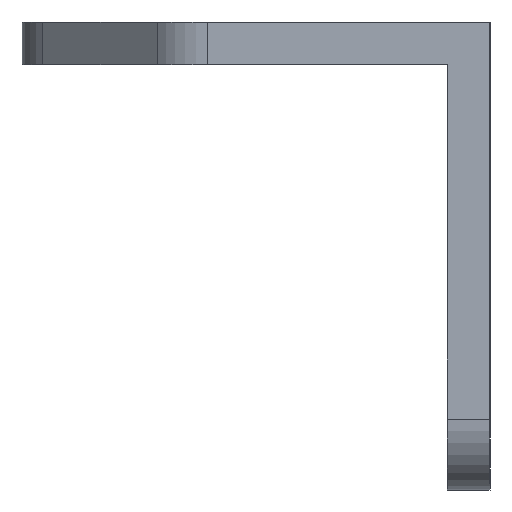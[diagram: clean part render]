
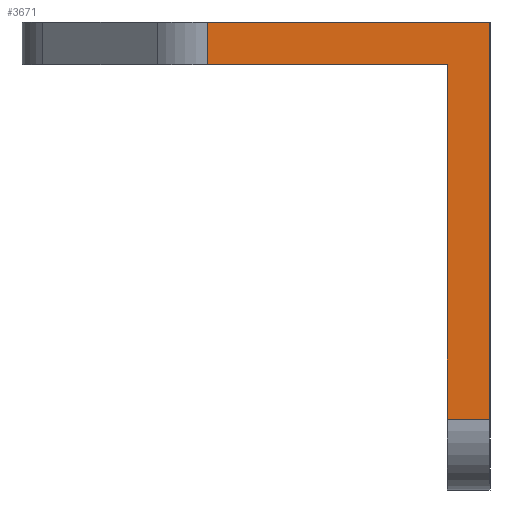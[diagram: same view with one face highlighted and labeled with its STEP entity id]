
A CAD part, left-side view. The second image highlights one B-rep face of the part: STEP entity #3671.
In plain terms, the highlighted planar face has unit normal (-1, 0, 0).
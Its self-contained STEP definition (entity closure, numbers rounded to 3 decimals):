
#44 = PLANE('',#45);
#45 = AXIS2_PLACEMENT_3D('',#46,#47,#48);
#46 = CARTESIAN_POINT('',(0.,-18.,-13.621));
#47 = DIRECTION('',(0.,1.,0.));
#48 = DIRECTION('',(0.,0.,1.));
#100 = PLANE('',#101);
#101 = AXIS2_PLACEMENT_3D('',#102,#103,#104);
#102 = CARTESIAN_POINT('',(0.,-15.,-13.621));
#103 = DIRECTION('',(0.,1.,0.));
#104 = DIRECTION('',(0.,0.,1.));
#128 = PLANE('',#129);
#129 = AXIS2_PLACEMENT_3D('',#130,#131,#132);
#130 = CARTESIAN_POINT('',(0.,-0.098,0.));
#131 = DIRECTION('',(0.,0.,1.));
#132 = DIRECTION('',(1.,0.,0.));
#182 = PLANE('',#183);
#183 = AXIS2_PLACEMENT_3D('',#184,#185,#186);
#184 = CARTESIAN_POINT('',(0.,-1.5,3.));
#185 = DIRECTION('',(0.,0.,1.));
#186 = DIRECTION('',(0.,1.,0.));
#251 = VERTEX_POINT('',#252);
#252 = CARTESIAN_POINT('',(-30.,-18.,-25.));
#271 = CYLINDRICAL_SURFACE('',#272,5.);
#272 = AXIS2_PLACEMENT_3D('',#273,#274,#275);
#273 = CARTESIAN_POINT('',(-25.,-15.,-25.));
#274 = DIRECTION('',(0.,-1.,0.));
#275 = DIRECTION('',(-1.,0.,0.));
#283 = EDGE_CURVE('',#251,#284,#286,.T.);
#284 = VERTEX_POINT('',#285);
#285 = CARTESIAN_POINT('',(-30.,-18.,3.));
#286 = SURFACE_CURVE('',#287,(#291,#298),.PCURVE_S1.);
#287 = LINE('',#288,#289);
#288 = CARTESIAN_POINT('',(-30.,-18.,-30.));
#289 = VECTOR('',#290,1.);
#290 = DIRECTION('',(0.,0.,1.));
#291 = PCURVE('',#44,#292);
#292 = DEFINITIONAL_REPRESENTATION('',(#293),#297);
#293 = LINE('',#294,#295);
#294 = CARTESIAN_POINT('',(-16.379,-30.));
#295 = VECTOR('',#296,1.);
#296 = DIRECTION('',(1.,0.));
#297 = ( GEOMETRIC_REPRESENTATION_CONTEXT(2) 
PARAMETRIC_REPRESENTATION_CONTEXT() REPRESENTATION_CONTEXT('2D SPACE',''
  ) );
#298 = PCURVE('',#299,#304);
#299 = PLANE('',#300);
#300 = AXIS2_PLACEMENT_3D('',#301,#302,#303);
#301 = CARTESIAN_POINT('',(-30.,-8.318,-6.682));
#302 = DIRECTION('',(-1.,-0.,-0.));
#303 = DIRECTION('',(0.,0.,-1.));
#304 = DEFINITIONAL_REPRESENTATION('',(#305),#309);
#305 = LINE('',#306,#307);
#306 = CARTESIAN_POINT('',(23.318,9.682));
#307 = VECTOR('',#308,1.);
#308 = DIRECTION('',(-1.,0.));
#309 = ( GEOMETRIC_REPRESENTATION_CONTEXT(2) 
PARAMETRIC_REPRESENTATION_CONTEXT() REPRESENTATION_CONTEXT('2D SPACE',''
  ) );
#623 = VERTEX_POINT('',#624);
#624 = CARTESIAN_POINT('',(-30.,1.929,3.));
#643 = CYLINDRICAL_SURFACE('',#644,5.);
#644 = AXIS2_PLACEMENT_3D('',#645,#646,#647);
#645 = CARTESIAN_POINT('',(-25.,1.929,0.));
#646 = DIRECTION('',(0.,0.,1.));
#647 = DIRECTION('',(-1.,0.,0.));
#655 = EDGE_CURVE('',#623,#284,#656,.T.);
#656 = SURFACE_CURVE('',#657,(#661,#668),.PCURVE_S1.);
#657 = LINE('',#658,#659);
#658 = CARTESIAN_POINT('',(-30.,15.,3.));
#659 = VECTOR('',#660,1.);
#660 = DIRECTION('',(0.,-1.,0.));
#661 = PCURVE('',#182,#662);
#662 = DEFINITIONAL_REPRESENTATION('',(#663),#667);
#663 = LINE('',#664,#665);
#664 = CARTESIAN_POINT('',(16.5,30.));
#665 = VECTOR('',#666,1.);
#666 = DIRECTION('',(-1.,0.));
#667 = ( GEOMETRIC_REPRESENTATION_CONTEXT(2) 
PARAMETRIC_REPRESENTATION_CONTEXT() REPRESENTATION_CONTEXT('2D SPACE',''
  ) );
#668 = PCURVE('',#299,#669);
#669 = DEFINITIONAL_REPRESENTATION('',(#670),#674);
#670 = LINE('',#671,#672);
#671 = CARTESIAN_POINT('',(-9.682,-23.318));
#672 = VECTOR('',#673,1.);
#673 = DIRECTION('',(0.,1.));
#674 = ( GEOMETRIC_REPRESENTATION_CONTEXT(2) 
PARAMETRIC_REPRESENTATION_CONTEXT() REPRESENTATION_CONTEXT('2D SPACE',''
  ) );
#3101 = EDGE_CURVE('',#3102,#3104,#3106,.T.);
#3102 = VERTEX_POINT('',#3103);
#3103 = CARTESIAN_POINT('',(-30.,-15.,-25.));
#3104 = VERTEX_POINT('',#3105);
#3105 = CARTESIAN_POINT('',(-30.,-15.,0.));
#3106 = SURFACE_CURVE('',#3107,(#3111,#3118),.PCURVE_S1.);
#3107 = LINE('',#3108,#3109);
#3108 = CARTESIAN_POINT('',(-30.,-15.,-30.));
#3109 = VECTOR('',#3110,1.);
#3110 = DIRECTION('',(0.,0.,1.));
#3111 = PCURVE('',#100,#3112);
#3112 = DEFINITIONAL_REPRESENTATION('',(#3113),#3117);
#3113 = LINE('',#3114,#3115);
#3114 = CARTESIAN_POINT('',(-16.379,-30.));
#3115 = VECTOR('',#3116,1.);
#3116 = DIRECTION('',(1.,0.));
#3117 = ( GEOMETRIC_REPRESENTATION_CONTEXT(2) 
PARAMETRIC_REPRESENTATION_CONTEXT() REPRESENTATION_CONTEXT('2D SPACE',''
  ) );
#3118 = PCURVE('',#299,#3119);
#3119 = DEFINITIONAL_REPRESENTATION('',(#3120),#3124);
#3120 = LINE('',#3121,#3122);
#3121 = CARTESIAN_POINT('',(23.318,6.682));
#3122 = VECTOR('',#3123,1.);
#3123 = DIRECTION('',(-1.,0.));
#3124 = ( GEOMETRIC_REPRESENTATION_CONTEXT(2) 
PARAMETRIC_REPRESENTATION_CONTEXT() REPRESENTATION_CONTEXT('2D SPACE',''
  ) );
#3441 = VERTEX_POINT('',#3442);
#3442 = CARTESIAN_POINT('',(-30.,1.929,0.));
#3468 = EDGE_CURVE('',#3441,#3104,#3469,.T.);
#3469 = SURFACE_CURVE('',#3470,(#3474,#3481),.PCURVE_S1.);
#3470 = LINE('',#3471,#3472);
#3471 = CARTESIAN_POINT('',(-30.,15.,0.));
#3472 = VECTOR('',#3473,1.);
#3473 = DIRECTION('',(0.,-1.,0.));
#3474 = PCURVE('',#128,#3475);
#3475 = DEFINITIONAL_REPRESENTATION('',(#3476),#3480);
#3476 = LINE('',#3477,#3478);
#3477 = CARTESIAN_POINT('',(-30.,15.098));
#3478 = VECTOR('',#3479,1.);
#3479 = DIRECTION('',(0.,-1.));
#3480 = ( GEOMETRIC_REPRESENTATION_CONTEXT(2) 
PARAMETRIC_REPRESENTATION_CONTEXT() REPRESENTATION_CONTEXT('2D SPACE',''
  ) );
#3481 = PCURVE('',#299,#3482);
#3482 = DEFINITIONAL_REPRESENTATION('',(#3483),#3487);
#3483 = LINE('',#3484,#3485);
#3484 = CARTESIAN_POINT('',(-6.682,-23.318));
#3485 = VECTOR('',#3486,1.);
#3486 = DIRECTION('',(0.,1.));
#3487 = ( GEOMETRIC_REPRESENTATION_CONTEXT(2) 
PARAMETRIC_REPRESENTATION_CONTEXT() REPRESENTATION_CONTEXT('2D SPACE',''
  ) );
#3671 = ADVANCED_FACE('',(#3672),#299,.T.);
#3672 = FACE_BOUND('',#3673,.T.);
#3673 = EDGE_LOOP('',(#3674,#3675,#3696,#3697,#3698,#3719));
#3674 = ORIENTED_EDGE('',*,*,#3101,.F.);
#3675 = ORIENTED_EDGE('',*,*,#3676,.T.);
#3676 = EDGE_CURVE('',#3102,#251,#3677,.T.);
#3677 = SURFACE_CURVE('',#3678,(#3682,#3689),.PCURVE_S1.);
#3678 = LINE('',#3679,#3680);
#3679 = CARTESIAN_POINT('',(-30.,-15.,-25.));
#3680 = VECTOR('',#3681,1.);
#3681 = DIRECTION('',(0.,-1.,0.));
#3682 = PCURVE('',#299,#3683);
#3683 = DEFINITIONAL_REPRESENTATION('',(#3684),#3688);
#3684 = LINE('',#3685,#3686);
#3685 = CARTESIAN_POINT('',(18.318,6.682));
#3686 = VECTOR('',#3687,1.);
#3687 = DIRECTION('',(0.,1.));
#3688 = ( GEOMETRIC_REPRESENTATION_CONTEXT(2) 
PARAMETRIC_REPRESENTATION_CONTEXT() REPRESENTATION_CONTEXT('2D SPACE',''
  ) );
#3689 = PCURVE('',#271,#3690);
#3690 = DEFINITIONAL_REPRESENTATION('',(#3691),#3695);
#3691 = LINE('',#3692,#3693);
#3692 = CARTESIAN_POINT('',(0.,0.));
#3693 = VECTOR('',#3694,1.);
#3694 = DIRECTION('',(0.,1.));
#3695 = ( GEOMETRIC_REPRESENTATION_CONTEXT(2) 
PARAMETRIC_REPRESENTATION_CONTEXT() REPRESENTATION_CONTEXT('2D SPACE',''
  ) );
#3696 = ORIENTED_EDGE('',*,*,#283,.T.);
#3697 = ORIENTED_EDGE('',*,*,#655,.F.);
#3698 = ORIENTED_EDGE('',*,*,#3699,.F.);
#3699 = EDGE_CURVE('',#3441,#623,#3700,.T.);
#3700 = SURFACE_CURVE('',#3701,(#3705,#3712),.PCURVE_S1.);
#3701 = LINE('',#3702,#3703);
#3702 = CARTESIAN_POINT('',(-30.,1.929,0.));
#3703 = VECTOR('',#3704,1.);
#3704 = DIRECTION('',(0.,0.,1.));
#3705 = PCURVE('',#299,#3706);
#3706 = DEFINITIONAL_REPRESENTATION('',(#3707),#3711);
#3707 = LINE('',#3708,#3709);
#3708 = CARTESIAN_POINT('',(-6.682,-10.247));
#3709 = VECTOR('',#3710,1.);
#3710 = DIRECTION('',(-1.,0.));
#3711 = ( GEOMETRIC_REPRESENTATION_CONTEXT(2) 
PARAMETRIC_REPRESENTATION_CONTEXT() REPRESENTATION_CONTEXT('2D SPACE',''
  ) );
#3712 = PCURVE('',#643,#3713);
#3713 = DEFINITIONAL_REPRESENTATION('',(#3714),#3718);
#3714 = LINE('',#3715,#3716);
#3715 = CARTESIAN_POINT('',(-0.,0.));
#3716 = VECTOR('',#3717,1.);
#3717 = DIRECTION('',(-0.,1.));
#3718 = ( GEOMETRIC_REPRESENTATION_CONTEXT(2) 
PARAMETRIC_REPRESENTATION_CONTEXT() REPRESENTATION_CONTEXT('2D SPACE',''
  ) );
#3719 = ORIENTED_EDGE('',*,*,#3468,.T.);
